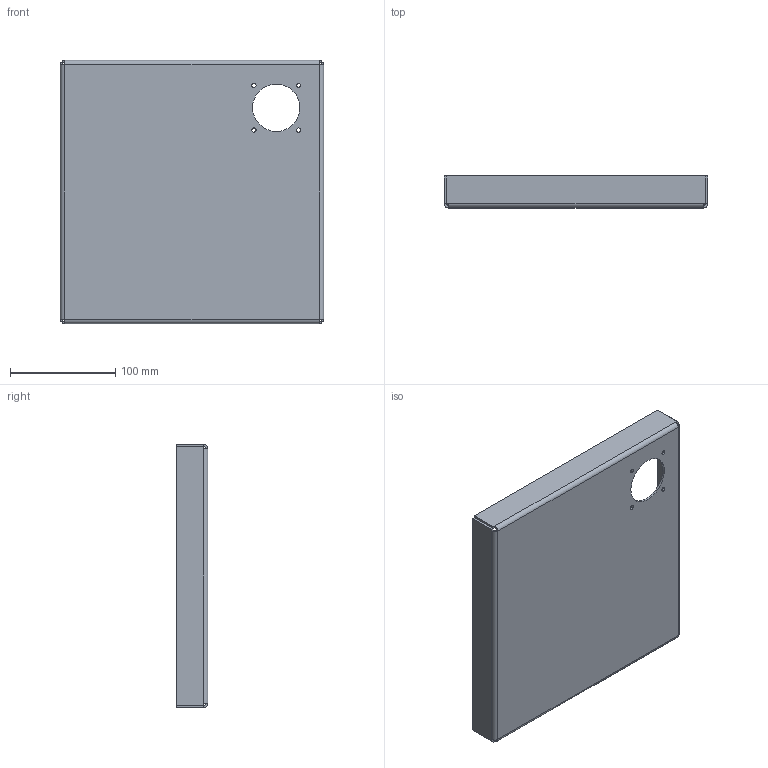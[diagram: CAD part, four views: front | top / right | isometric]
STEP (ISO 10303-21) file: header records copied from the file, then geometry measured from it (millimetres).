
FILE_DESCRIPTION(/* description */ (''),/* implementation_level */ '2;1');
FILE_NAME(/* name */ 'WP-1.step',/* time_stamp */ '2024-09-13T23:13:39+05:30',/* author */ (''),/* organization */ (''),/* preprocessor_version */ 'ST-DEVELOPER v20',/* originating_system */ 'Autodesk Translation Framework v13.14.0.145',/* authorisation */ '');
FILE_SCHEMA (('AUTOMOTIVE_DESIGN { 1 0 10303 214 3 1 1 }'));
Length unit declared in the file: millimetre
Products named in the file (1): WP-1
Bounding box: 250 x 30 x 250 mm (x, y, z)
Volume: 174131.9 mm3; surface area: 177006.1 mm2
Topology: 1 solids, 1 shells, 51 faces, 115 edges, 66 vertices
Faces by surface type: plane 38, cylinder 13
Full cylindrical faces by diameter (mm): 4 x4, 45 x1
Entity records: 1432 total; most frequent: DIRECTION 245, CARTESIAN_POINT 233, ORIENTED_EDGE 230, EDGE_CURVE 115, LINE 89, VECTOR 89, AXIS2_PLACEMENT_3D 78, VERTEX_POINT 66
